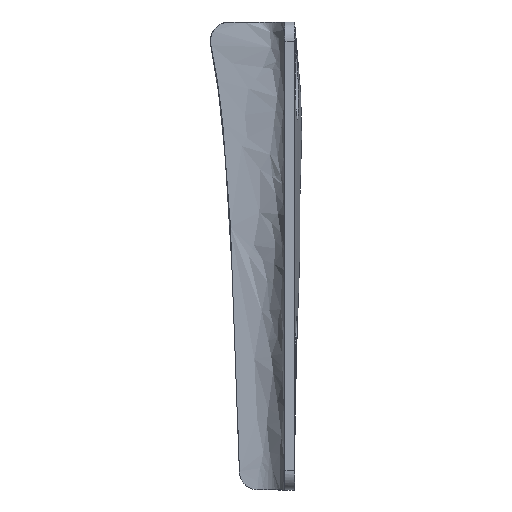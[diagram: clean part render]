
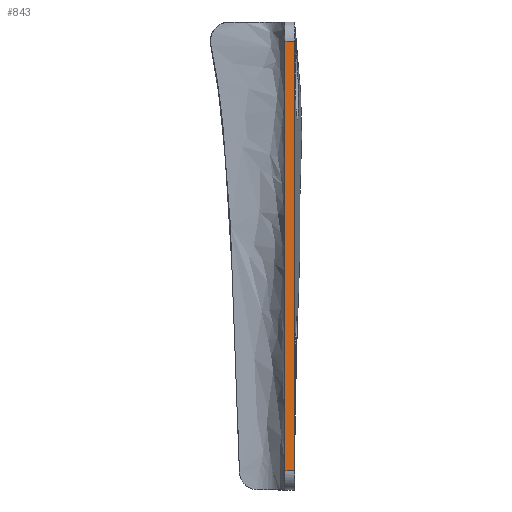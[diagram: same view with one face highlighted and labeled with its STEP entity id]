
A CAD part, front view. The second image highlights one B-rep face of the part: STEP entity #843.
In plain terms, the highlighted planar face has unit normal (0, -1, 0).
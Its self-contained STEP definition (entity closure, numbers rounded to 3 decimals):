
#21=PLANE('',#879);
#77=FACE_OUTER_BOUND('',#127,.T.);
#127=EDGE_LOOP('',(#721,#722,#723,#724));
#141=B_SPLINE_CURVE_WITH_KNOTS('',3,(#1243,#1244,#1245,#1246,#1247,#1248,
#1249,#1250,#1251,#1252,#1253,#1254,#1255,#1256,#1257,#1258,#1259,#1260,
#1261,#1262,#1263,#1264,#1265,#1266,#1267,#1268,#1269,#1270,#1271,#1272,
#1273),.UNSPECIFIED.,.F.,.F.,(4,3,3,3,3,3,3,3,3,3,4),(-4.686,
-3.851,-3.636,-3.104,-2.418,
-2.391,-1.74,-1.186,-0.753,
-0.296,-0.209),.UNSPECIFIED.);
#211=B_SPLINE_CURVE_WITH_KNOTS('',3,(#2508,#2509,#2510,#2511,#2512,#2513,
#2514,#2515,#2516,#2517,#2518,#2519,#2520,#2521,#2522,#2523,#2524,#2525,
#2526,#2527,#2528,#2529,#2530,#2531,#2532,#2533,#2534,#2535,#2536,#2537,
#2538,#2539,#2540,#2541,#2542,#2543,#2544),.UNSPECIFIED.,.F.,.F.,(4,3,3,
3,3,3,3,3,3,3,3,3,4),(-4.328,-3.844,-3.844,
-3.122,-2.46,-2.268,-1.747,
-1.695,-1.695,-1.241,-0.807,
-0.393,-0.207),.UNSPECIFIED.);
#261=LINE('',#2504,#303);
#263=LINE('',#2545,#305);
#303=VECTOR('',#951,10.);
#305=VECTOR('',#955,10.);
#310=VERTEX_POINT('',#1212);
#312=VERTEX_POINT('',#1242);
#381=VERTEX_POINT('',#2489);
#382=VERTEX_POINT('',#2507);
#394=EDGE_CURVE('',#312,#310,#141,.T.);
#501=EDGE_CURVE('',#381,#310,#261,.T.);
#503=EDGE_CURVE('',#382,#381,#211,.F.);
#504=EDGE_CURVE('',#312,#382,#263,.T.);
#721=ORIENTED_EDGE('',*,*,#501,.F.);
#722=ORIENTED_EDGE('',*,*,#503,.F.);
#723=ORIENTED_EDGE('',*,*,#504,.F.);
#724=ORIENTED_EDGE('',*,*,#394,.T.);
#843=ADVANCED_FACE('',(#77),#21,.F.);
#879=AXIS2_PLACEMENT_3D('',#2506,#953,#954);
#951=DIRECTION('',(1.,0.,0.));
#953=DIRECTION('center_axis',(0.,1.,0.));
#954=DIRECTION('ref_axis',(0.,0.,1.));
#955=DIRECTION('',(-1.,0.,0.));
#1212=CARTESIAN_POINT('',(45.588,1.15,-15.088));
#1242=CARTESIAN_POINT('',(45.584,1.15,-59.888));
#1243=CARTESIAN_POINT('Ctrl Pts',(45.584,1.15,-59.888));
#1244=CARTESIAN_POINT('Ctrl Pts',(45.593,1.15,-57.157));
#1245=CARTESIAN_POINT('Ctrl Pts',(45.6,1.15,-54.407));
#1246=CARTESIAN_POINT('Ctrl Pts',(45.607,1.15,-51.652));
#1247=CARTESIAN_POINT('Ctrl Pts',(45.608,1.15,-50.943));
#1248=CARTESIAN_POINT('Ctrl Pts',(45.61,1.15,-50.234));
#1249=CARTESIAN_POINT('Ctrl Pts',(45.611,1.15,-49.524));
#1250=CARTESIAN_POINT('Ctrl Pts',(45.615,1.15,-47.765));
#1251=CARTESIAN_POINT('Ctrl Pts',(45.618,1.15,-46.005));
#1252=CARTESIAN_POINT('Ctrl Pts',(45.621,1.15,-44.248));
#1253=CARTESIAN_POINT('Ctrl Pts',(45.624,1.15,-41.988));
#1254=CARTESIAN_POINT('Ctrl Pts',(45.626,1.15,-39.731));
#1255=CARTESIAN_POINT('Ctrl Pts',(45.627,1.15,-37.487));
#1256=CARTESIAN_POINT('Ctrl Pts',(45.627,1.15,-37.399));
#1257=CARTESIAN_POINT('Ctrl Pts',(45.628,1.15,-37.311));
#1258=CARTESIAN_POINT('Ctrl Pts',(45.628,1.15,-37.223));
#1259=CARTESIAN_POINT('Ctrl Pts',(45.628,1.15,-35.086));
#1260=CARTESIAN_POINT('Ctrl Pts',(45.628,1.15,-32.906));
#1261=CARTESIAN_POINT('Ctrl Pts',(45.627,1.15,-30.704));
#1262=CARTESIAN_POINT('Ctrl Pts',(45.625,1.15,-28.833));
#1263=CARTESIAN_POINT('Ctrl Pts',(45.623,1.15,-26.946));
#1264=CARTESIAN_POINT('Ctrl Pts',(45.619,1.15,-25.056));
#1265=CARTESIAN_POINT('Ctrl Pts',(45.616,1.15,-23.579));
#1266=CARTESIAN_POINT('Ctrl Pts',(45.613,1.15,-22.099));
#1267=CARTESIAN_POINT('Ctrl Pts',(45.609,1.15,-20.624));
#1268=CARTESIAN_POINT('Ctrl Pts',(45.604,1.15,-19.063));
#1269=CARTESIAN_POINT('Ctrl Pts',(45.598,1.15,-17.507));
#1270=CARTESIAN_POINT('Ctrl Pts',(45.592,1.15,-15.963));
#1271=CARTESIAN_POINT('Ctrl Pts',(45.59,1.15,-15.671));
#1272=CARTESIAN_POINT('Ctrl Pts',(45.589,1.15,-15.379));
#1273=CARTESIAN_POINT('Ctrl Pts',(45.588,1.15,-15.088));
#2489=CARTESIAN_POINT('',(44.578,1.15,-15.088));
#2504=CARTESIAN_POINT('',(44.37,1.15,-15.088));
#2506=CARTESIAN_POINT('Origin',(45.577,1.15,-61.988));
#2507=CARTESIAN_POINT('',(44.578,1.15,-59.888));
#2508=CARTESIAN_POINT('Ctrl Pts',(44.578,1.15,-15.088));
#2509=CARTESIAN_POINT('Ctrl Pts',(44.579,1.15,-16.838));
#2510=CARTESIAN_POINT('Ctrl Pts',(44.58,1.15,-18.584));
#2511=CARTESIAN_POINT('Ctrl Pts',(44.58,1.15,-20.329));
#2512=CARTESIAN_POINT('Ctrl Pts',(44.58,1.15,-20.329));
#2513=CARTESIAN_POINT('Ctrl Pts',(44.58,1.15,-20.329));
#2514=CARTESIAN_POINT('Ctrl Pts',(44.58,1.15,-20.329));
#2515=CARTESIAN_POINT('Ctrl Pts',(44.581,1.15,-22.939));
#2516=CARTESIAN_POINT('Ctrl Pts',(44.581,1.15,-25.546));
#2517=CARTESIAN_POINT('Ctrl Pts',(44.581,1.15,-28.158));
#2518=CARTESIAN_POINT('Ctrl Pts',(44.582,1.15,-30.547));
#2519=CARTESIAN_POINT('Ctrl Pts',(44.582,1.15,-32.941));
#2520=CARTESIAN_POINT('Ctrl Pts',(44.582,1.15,-35.343));
#2521=CARTESIAN_POINT('Ctrl Pts',(44.582,1.15,-36.042));
#2522=CARTESIAN_POINT('Ctrl Pts',(44.582,1.15,-36.742));
#2523=CARTESIAN_POINT('Ctrl Pts',(44.582,1.15,-37.443));
#2524=CARTESIAN_POINT('Ctrl Pts',(44.582,1.15,-39.343));
#2525=CARTESIAN_POINT('Ctrl Pts',(44.581,1.15,-41.268));
#2526=CARTESIAN_POINT('Ctrl Pts',(44.581,1.15,-43.196));
#2527=CARTESIAN_POINT('Ctrl Pts',(44.581,1.15,-43.387));
#2528=CARTESIAN_POINT('Ctrl Pts',(44.581,1.15,-43.578));
#2529=CARTESIAN_POINT('Ctrl Pts',(44.581,1.15,-43.768));
#2530=CARTESIAN_POINT('Ctrl Pts',(44.581,1.15,-43.768));
#2531=CARTESIAN_POINT('Ctrl Pts',(44.581,1.15,-43.769));
#2532=CARTESIAN_POINT('Ctrl Pts',(44.581,1.15,-43.769));
#2533=CARTESIAN_POINT('Ctrl Pts',(44.581,1.15,-45.449));
#2534=CARTESIAN_POINT('Ctrl Pts',(44.58,1.15,-47.131));
#2535=CARTESIAN_POINT('Ctrl Pts',(44.58,1.15,-48.802));
#2536=CARTESIAN_POINT('Ctrl Pts',(44.58,1.15,-50.397));
#2537=CARTESIAN_POINT('Ctrl Pts',(44.58,1.15,-51.982));
#2538=CARTESIAN_POINT('Ctrl Pts',(44.579,1.15,-53.545));
#2539=CARTESIAN_POINT('Ctrl Pts',(44.579,1.15,-55.041));
#2540=CARTESIAN_POINT('Ctrl Pts',(44.579,1.15,-56.518));
#2541=CARTESIAN_POINT('Ctrl Pts',(44.578,1.15,-57.965));
#2542=CARTESIAN_POINT('Ctrl Pts',(44.578,1.15,-58.613));
#2543=CARTESIAN_POINT('Ctrl Pts',(44.578,1.15,-59.254));
#2544=CARTESIAN_POINT('Ctrl Pts',(44.578,1.15,-59.888));
#2545=CARTESIAN_POINT('',(44.874,1.15,-59.888));
